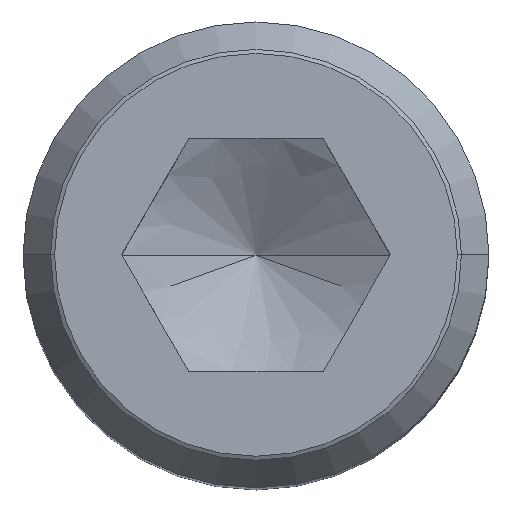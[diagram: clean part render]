
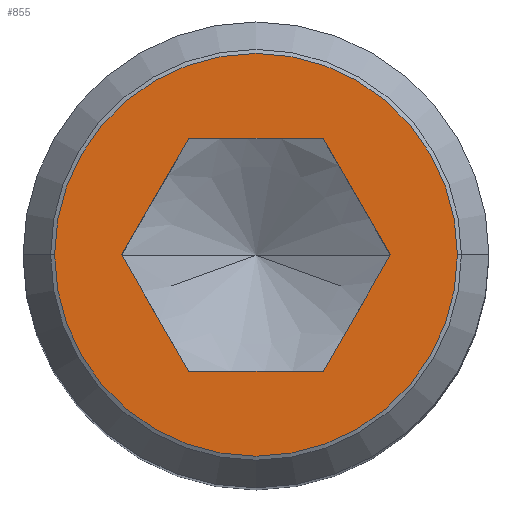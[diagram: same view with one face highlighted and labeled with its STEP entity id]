
A CAD part, top view. The second image highlights one B-rep face of the part: STEP entity #855.
In plain terms, the highlighted planar face has unit normal (0, 0, 1).
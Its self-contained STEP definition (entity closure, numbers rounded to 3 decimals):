
#855=ADVANCED_FACE('',(#1698,#1699),#1700,.T.);
#1698=FACE_BOUND('',#2535,.T.);
#1699=FACE_OUTER_BOUND('',#2536,.T.);
#1700=PLANE('',#2537);
#2535=EDGE_LOOP('',(#4764,#4765,#4766,#4767,#4768,#4769));
#2536=EDGE_LOOP('',(#4770,#4771));
#2537=AXIS2_PLACEMENT_3D('',#4772,#4773,#4774);
#4764=ORIENTED_EDGE('',*,*,#5606,.T.);
#4765=ORIENTED_EDGE('',*,*,#5617,.T.);
#4766=ORIENTED_EDGE('',*,*,#5613,.T.);
#4767=ORIENTED_EDGE('',*,*,#5609,.T.);
#4768=ORIENTED_EDGE('',*,*,#5599,.T.);
#4769=ORIENTED_EDGE('',*,*,#5603,.T.);
#4770=ORIENTED_EDGE('',*,*,#5596,.T.);
#4771=ORIENTED_EDGE('',*,*,#5619,.T.);
#4772=CARTESIAN_POINT('',(-7.262,0.,0.));
#4773=DIRECTION('',(0.0,0.0,1.0));
#4774=DIRECTION('',(-1.0,0.,0.0));
#5596=EDGE_CURVE('',#6735,#6737,#6739,.T.);
#5599=EDGE_CURVE('',#6743,#6741,#6744,.T.);
#5603=EDGE_CURVE('',#6741,#6747,#6749,.T.);
#5606=EDGE_CURVE('',#6747,#6751,#6753,.T.);
#5609=EDGE_CURVE('',#6757,#6743,#6758,.T.);
#5613=EDGE_CURVE('',#6763,#6757,#6764,.T.);
#5617=EDGE_CURVE('',#6751,#6763,#6768,.T.);
#5619=EDGE_CURVE('',#6737,#6735,#6770,.T.);
#6735=VERTEX_POINT('',#8375);
#6737=VERTEX_POINT('',#8378);
#6739=CIRCLE('',#8381,8.647);
#6741=VERTEX_POINT('',#8383);
#6743=VERTEX_POINT('',#8386);
#6744=LINE('',#8387,#8388);
#6747=VERTEX_POINT('',#8392);
#6749=LINE('',#8395,#8396);
#6751=VERTEX_POINT('',#8398);
#6753=LINE('',#8401,#8402);
#6757=VERTEX_POINT('',#8415);
#6758=LINE('',#8416,#8417);
#6763=VERTEX_POINT('',#8432);
#6764=LINE('',#8433,#8434);
#6768=LINE('',#8448,#8449);
#6770=CIRCLE('',#8451,8.647);
#8375=CARTESIAN_POINT('',(-8.647,0.,0.));
#8378=CARTESIAN_POINT('',(8.647,0.,0.));
#8381=AXIS2_PLACEMENT_3D('',#9178,#9179,#9180);
#8383=CARTESIAN_POINT('',(2.887,-5.0,0.));
#8386=CARTESIAN_POINT('',(5.774,0.0,0.));
#8387=CARTESIAN_POINT('',(3.608,-3.75,0.));
#8388=VECTOR('',#9182,1.0);
#8392=CARTESIAN_POINT('',(-2.887,-5.0,0.));
#8395=CARTESIAN_POINT('',(-1.443,-5.0,0.));
#8396=VECTOR('',#9185,1.0);
#8398=CARTESIAN_POINT('',(-5.774,0.0,0.));
#8401=CARTESIAN_POINT('',(-5.052,-1.25,0.));
#8402=VECTOR('',#9187,1.0);
#8415=CARTESIAN_POINT('',(2.887,5.0,0.));
#8416=CARTESIAN_POINT('',(5.052,1.25,0.));
#8417=VECTOR('',#9188,1.0);
#8432=CARTESIAN_POINT('',(-2.887,5.0,0.));
#8433=CARTESIAN_POINT('',(1.443,5.0,0.));
#8434=VECTOR('',#9190,1.0);
#8448=CARTESIAN_POINT('',(-3.608,3.75,0.));
#8449=VECTOR('',#9192,1.0);
#8451=AXIS2_PLACEMENT_3D('',#9193,#9194,#9195);
#9178=CARTESIAN_POINT('',(0.,0.,0.));
#9179=DIRECTION('',(0.0,0.0,1.0));
#9180=DIRECTION('',(-1.0,0.,0.0));
#9182=DIRECTION('',(-0.5,-0.866,0.));
#9185=DIRECTION('',(-1.0,0.0,0.0));
#9187=DIRECTION('',(-0.5,0.866,0.));
#9188=DIRECTION('',(0.5,-0.866,0.));
#9190=DIRECTION('',(1.0,0.0,0.0));
#9192=DIRECTION('',(0.5,0.866,0.));
#9193=CARTESIAN_POINT('',(0.,0.,0.));
#9194=DIRECTION('',(0.0,0.0,1.0));
#9195=DIRECTION('',(-1.0,0.,0.0));
